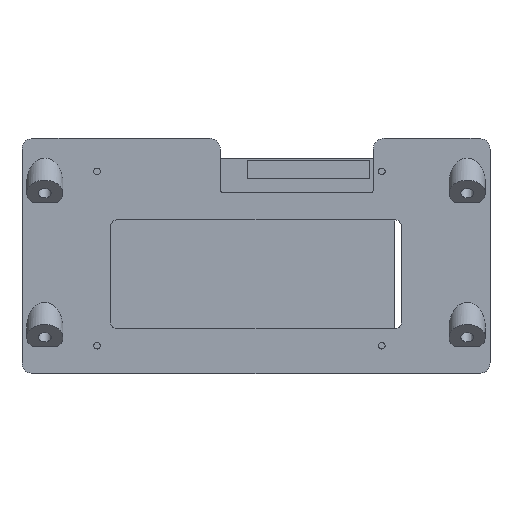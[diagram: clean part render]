
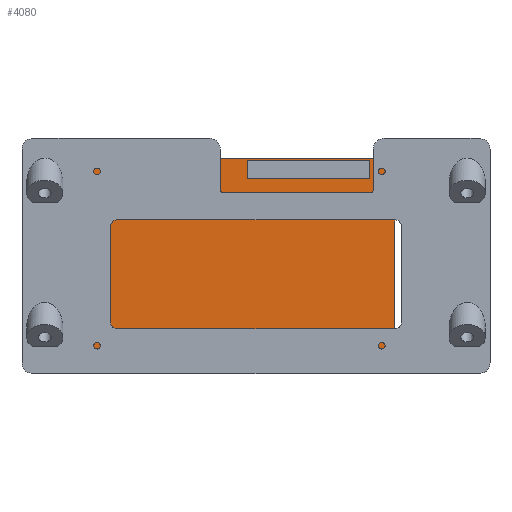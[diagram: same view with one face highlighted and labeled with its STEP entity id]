
A CAD part, top view. The second image highlights one B-rep face of the part: STEP entity #4080.
In plain terms, the highlighted planar face has unit normal (0, 0, 1).
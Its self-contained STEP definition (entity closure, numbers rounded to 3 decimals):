
#3766 = VERTEX_POINT('',#3767);
#3767 = CARTESIAN_POINT('',(-42.6,-27.425,1.6));
#3774 = PLANE('',#3775);
#3775 = AXIS2_PLACEMENT_3D('',#3776,#3777,#3778);
#3776 = CARTESIAN_POINT('',(-42.6,-27.425,0.));
#3777 = DIRECTION('',(-1.,0.,0.));
#3778 = DIRECTION('',(0.,1.,0.));
#3786 = PLANE('',#3787);
#3787 = AXIS2_PLACEMENT_3D('',#3788,#3789,#3790);
#3788 = CARTESIAN_POINT('',(-42.6,-27.425,0.));
#3789 = DIRECTION('',(0.,1.,0.));
#3790 = DIRECTION('',(1.,0.,0.));
#3798 = EDGE_CURVE('',#3766,#3799,#3801,.T.);
#3799 = VERTEX_POINT('',#3800);
#3800 = CARTESIAN_POINT('',(-42.6,27.425,1.6));
#3801 = SURFACE_CURVE('',#3802,(#3806,#3813),.PCURVE_S1.);
#3802 = LINE('',#3803,#3804);
#3803 = CARTESIAN_POINT('',(-42.6,0.,1.6));
#3804 = VECTOR('',#3805,1.);
#3805 = DIRECTION('',(0.,1.,0.));
#3806 = PCURVE('',#3774,#3807);
#3807 = DEFINITIONAL_REPRESENTATION('',(#3808),#3812);
#3808 = LINE('',#3809,#3810);
#3809 = CARTESIAN_POINT('',(27.425,-1.6));
#3810 = VECTOR('',#3811,1.);
#3811 = DIRECTION('',(1.,0.));
#3812 = ( GEOMETRIC_REPRESENTATION_CONTEXT(2) 
PARAMETRIC_REPRESENTATION_CONTEXT() REPRESENTATION_CONTEXT('2D SPACE',''
  ) );
#3813 = PCURVE('',#3814,#3819);
#3814 = PLANE('',#3815);
#3815 = AXIS2_PLACEMENT_3D('',#3816,#3817,#3818);
#3816 = CARTESIAN_POINT('',(0.,0.,1.6));
#3817 = DIRECTION('',(0.,0.,1.));
#3818 = DIRECTION('',(1.,0.,0.));
#3819 = DEFINITIONAL_REPRESENTATION('',(#3820),#3824);
#3820 = LINE('',#3821,#3822);
#3821 = CARTESIAN_POINT('',(-42.6,0.));
#3822 = VECTOR('',#3823,1.);
#3823 = DIRECTION('',(0.,1.));
#3824 = ( GEOMETRIC_REPRESENTATION_CONTEXT(2) 
PARAMETRIC_REPRESENTATION_CONTEXT() REPRESENTATION_CONTEXT('2D SPACE',''
  ) );
#3842 = PLANE('',#3843);
#3843 = AXIS2_PLACEMENT_3D('',#3844,#3845,#3846);
#3844 = CARTESIAN_POINT('',(-42.6,27.425,0.));
#3845 = DIRECTION('',(0.,1.,0.));
#3846 = DIRECTION('',(1.,0.,0.));
#3884 = EDGE_CURVE('',#3766,#3885,#3887,.T.);
#3885 = VERTEX_POINT('',#3886);
#3886 = CARTESIAN_POINT('',(42.6,-27.425,1.6));
#3887 = SURFACE_CURVE('',#3888,(#3892,#3899),.PCURVE_S1.);
#3888 = LINE('',#3889,#3890);
#3889 = CARTESIAN_POINT('',(0.,-27.425,1.6));
#3890 = VECTOR('',#3891,1.);
#3891 = DIRECTION('',(1.,0.,0.));
#3892 = PCURVE('',#3786,#3893);
#3893 = DEFINITIONAL_REPRESENTATION('',(#3894),#3898);
#3894 = LINE('',#3895,#3896);
#3895 = CARTESIAN_POINT('',(42.6,-1.6));
#3896 = VECTOR('',#3897,1.);
#3897 = DIRECTION('',(1.,0.));
#3898 = ( GEOMETRIC_REPRESENTATION_CONTEXT(2) 
PARAMETRIC_REPRESENTATION_CONTEXT() REPRESENTATION_CONTEXT('2D SPACE',''
  ) );
#3899 = PCURVE('',#3814,#3900);
#3900 = DEFINITIONAL_REPRESENTATION('',(#3901),#3905);
#3901 = LINE('',#3902,#3903);
#3902 = CARTESIAN_POINT('',(0.,-27.425));
#3903 = VECTOR('',#3904,1.);
#3904 = DIRECTION('',(1.,0.));
#3905 = ( GEOMETRIC_REPRESENTATION_CONTEXT(2) 
PARAMETRIC_REPRESENTATION_CONTEXT() REPRESENTATION_CONTEXT('2D SPACE',''
  ) );
#3923 = PLANE('',#3924);
#3924 = AXIS2_PLACEMENT_3D('',#3925,#3926,#3927);
#3925 = CARTESIAN_POINT('',(42.6,-27.425,0.));
#3926 = DIRECTION('',(-1.,0.,0.));
#3927 = DIRECTION('',(0.,1.,0.));
#3960 = EDGE_CURVE('',#3885,#3961,#3963,.T.);
#3961 = VERTEX_POINT('',#3962);
#3962 = CARTESIAN_POINT('',(42.6,27.425,1.6));
#3963 = SURFACE_CURVE('',#3964,(#3968,#3975),.PCURVE_S1.);
#3964 = LINE('',#3965,#3966);
#3965 = CARTESIAN_POINT('',(42.6,0.,1.6));
#3966 = VECTOR('',#3967,1.);
#3967 = DIRECTION('',(0.,1.,0.));
#3968 = PCURVE('',#3923,#3969);
#3969 = DEFINITIONAL_REPRESENTATION('',(#3970),#3974);
#3970 = LINE('',#3971,#3972);
#3971 = CARTESIAN_POINT('',(27.425,-1.6));
#3972 = VECTOR('',#3973,1.);
#3973 = DIRECTION('',(1.,0.));
#3974 = ( GEOMETRIC_REPRESENTATION_CONTEXT(2) 
PARAMETRIC_REPRESENTATION_CONTEXT() REPRESENTATION_CONTEXT('2D SPACE',''
  ) );
#3975 = PCURVE('',#3814,#3976);
#3976 = DEFINITIONAL_REPRESENTATION('',(#3977),#3981);
#3977 = LINE('',#3978,#3979);
#3978 = CARTESIAN_POINT('',(42.6,0.));
#3979 = VECTOR('',#3980,1.);
#3980 = DIRECTION('',(0.,1.));
#3981 = ( GEOMETRIC_REPRESENTATION_CONTEXT(2) 
PARAMETRIC_REPRESENTATION_CONTEXT() REPRESENTATION_CONTEXT('2D SPACE',''
  ) );
#4031 = EDGE_CURVE('',#3799,#3961,#4032,.T.);
#4032 = SURFACE_CURVE('',#4033,(#4037,#4044),.PCURVE_S1.);
#4033 = LINE('',#4034,#4035);
#4034 = CARTESIAN_POINT('',(0.,27.425,1.6));
#4035 = VECTOR('',#4036,1.);
#4036 = DIRECTION('',(1.,0.,0.));
#4037 = PCURVE('',#3842,#4038);
#4038 = DEFINITIONAL_REPRESENTATION('',(#4039),#4043);
#4039 = LINE('',#4040,#4041);
#4040 = CARTESIAN_POINT('',(42.6,-1.6));
#4041 = VECTOR('',#4042,1.);
#4042 = DIRECTION('',(1.,0.));
#4043 = ( GEOMETRIC_REPRESENTATION_CONTEXT(2) 
PARAMETRIC_REPRESENTATION_CONTEXT() REPRESENTATION_CONTEXT('2D SPACE',''
  ) );
#4044 = PCURVE('',#3814,#4045);
#4045 = DEFINITIONAL_REPRESENTATION('',(#4046),#4050);
#4046 = LINE('',#4047,#4048);
#4047 = CARTESIAN_POINT('',(0.,27.425));
#4048 = VECTOR('',#4049,1.);
#4049 = DIRECTION('',(1.,0.));
#4050 = ( GEOMETRIC_REPRESENTATION_CONTEXT(2) 
PARAMETRIC_REPRESENTATION_CONTEXT() REPRESENTATION_CONTEXT('2D SPACE',''
  ) );
#4080 = ADVANCED_FACE('',(#4081),#3814,.T.);
#4081 = FACE_BOUND('',#4082,.T.);
#4082 = EDGE_LOOP('',(#4083,#4084,#4085,#4086));
#4083 = ORIENTED_EDGE('',*,*,#3798,.F.);
#4084 = ORIENTED_EDGE('',*,*,#3884,.T.);
#4085 = ORIENTED_EDGE('',*,*,#3960,.T.);
#4086 = ORIENTED_EDGE('',*,*,#4031,.F.);
